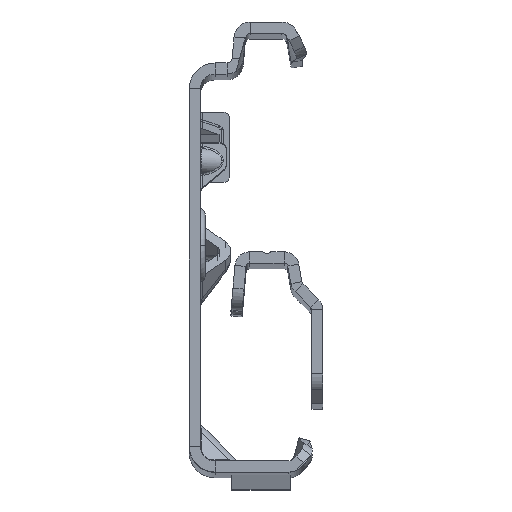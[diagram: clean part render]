
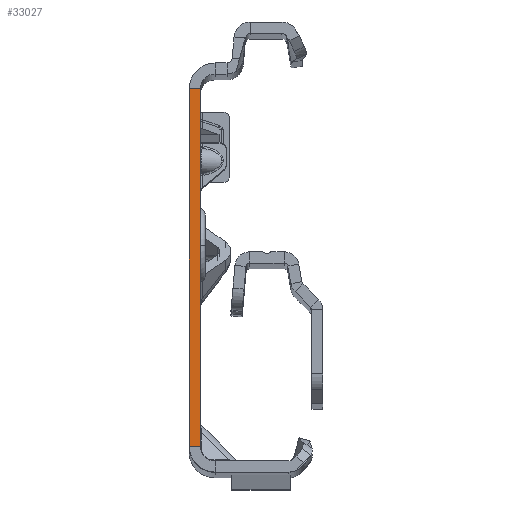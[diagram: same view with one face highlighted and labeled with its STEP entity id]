
A CAD part, top view. The second image highlights one B-rep face of the part: STEP entity #33027.
In plain terms, the highlighted planar face has unit normal (0, 0, 1).
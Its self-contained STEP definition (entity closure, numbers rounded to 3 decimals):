
#1943 = CARTESIAN_POINT ( 'NONE',  ( 0., 22.135, 0. ) ) ;
#2800 = DIRECTION ( 'NONE',  ( -1., 0., 0. ) ) ;
#3107 = ORIENTED_EDGE ( 'NONE', *, *, #17613, .T. ) ;
#3753 = CARTESIAN_POINT ( 'NONE',  ( 0., -27.865, 0. ) ) ;
#4131 = AXIS2_PLACEMENT_3D ( 'NONE', #10344, #40175, #7483 ) ;
#6154 = LINE ( 'NONE', #31104, #21338 ) ;
#7483 = DIRECTION ( 'NONE',  ( 1., 0., 0. ) ) ;
#10344 = CARTESIAN_POINT ( 'NONE',  ( -1.5, -27.865, 0. ) ) ;
#10884 = EDGE_CURVE ( 'NONE', #47866, #22046, #6154, .T. ) ;
#13463 = VERTEX_POINT ( 'NONE', #52689 ) ;
#15116 = ORIENTED_EDGE ( 'NONE', *, *, #10884, .T. ) ;
#15247 = EDGE_CURVE ( 'NONE', #18236, #13463, #41615, .T. ) ;
#16610 = ORIENTED_EDGE ( 'NONE', *, *, #15247, .F. ) ;
#17613 = EDGE_CURVE ( 'NONE', #18236, #47866, #32245, .T. ) ;
#18236 = VERTEX_POINT ( 'NONE', #1943 ) ;
#19128 = VECTOR ( 'NONE', #36087, 1000. ) ;
#21338 = VECTOR ( 'NONE', #40424, 1000. ) ;
#22046 = VERTEX_POINT ( 'NONE', #35282 ) ;
#26476 = ORIENTED_EDGE ( 'NONE', *, *, #52367, .F. ) ;
#26907 = VECTOR ( 'NONE', #53228, 1000. ) ;
#28279 = LINE ( 'NONE', #40934, #53204 ) ;
#31104 = CARTESIAN_POINT ( 'NONE',  ( -1.5, -27.865, 0. ) ) ;
#31696 = CARTESIAN_POINT ( 'NONE',  ( 0., 22.135, 0. ) ) ;
#32245 = LINE ( 'NONE', #31696, #19128 ) ;
#32840 = CARTESIAN_POINT ( 'NONE',  ( -1.5, 22.135, 0. ) ) ;
#33027 = ADVANCED_FACE ( 'NONE', ( #33235 ), #39632, .T. ) ;
#33235 = FACE_OUTER_BOUND ( 'NONE', #41061, .T. ) ;
#35282 = CARTESIAN_POINT ( 'NONE',  ( -1.5, -25.865, 0. ) ) ;
#36087 = DIRECTION ( 'NONE',  ( -1., 0., 0. ) ) ;
#39632 = PLANE ( 'NONE',  #4131 ) ;
#40175 = DIRECTION ( 'NONE',  ( 0., 0., 1. ) ) ;
#40424 = DIRECTION ( 'NONE',  ( 0., -1., 0. ) ) ;
#40934 = CARTESIAN_POINT ( 'NONE',  ( 0., -25.865, 0. ) ) ;
#41061 = EDGE_LOOP ( 'NONE', ( #16610, #3107, #15116, #26476 ) ) ;
#41615 = LINE ( 'NONE', #3753, #26907 ) ;
#47866 = VERTEX_POINT ( 'NONE', #32840 ) ;
#52367 = EDGE_CURVE ( 'NONE', #13463, #22046, #28279, .T. ) ;
#52689 = CARTESIAN_POINT ( 'NONE',  ( 0., -25.865, 0. ) ) ;
#53204 = VECTOR ( 'NONE', #2800, 1000. ) ;
#53228 = DIRECTION ( 'NONE',  ( 0., -1., 0. ) ) ;
